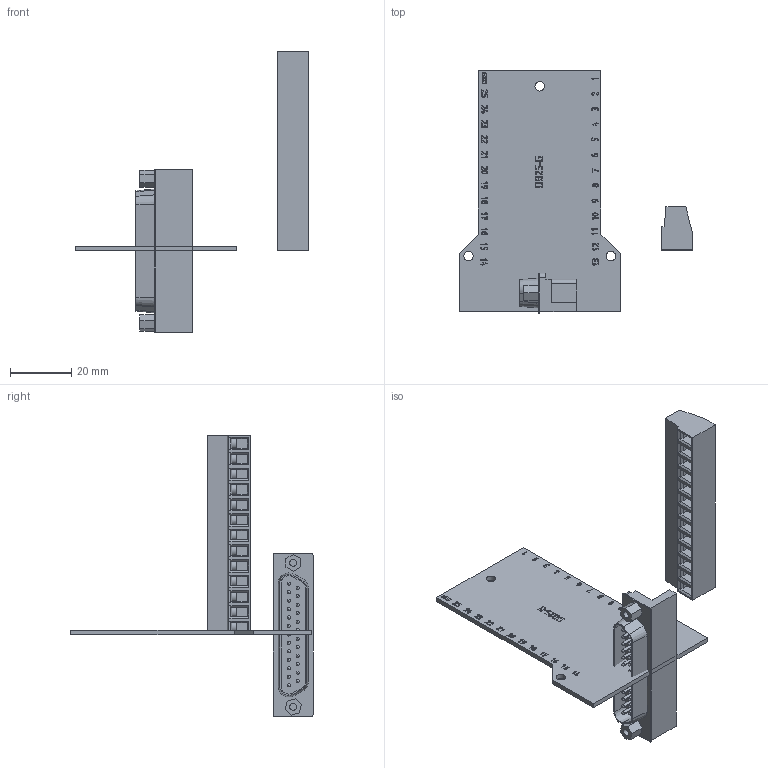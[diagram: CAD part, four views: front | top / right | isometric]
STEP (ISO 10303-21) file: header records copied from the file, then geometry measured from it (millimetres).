
FILE_DESCRIPTION(('FreeCAD Model'),'2;1');
FILE_NAME('Open CASCADE Shape Model','2025-05-23T15:40:03',('FreeCAD'),( 'FreeCAD'),'Open CASCADE STEP processor 7.8','FreeCAD','Unknown');
FILE_SCHEMA(('AUTOMOTIVE_DESIGN { 1 0 10303 214 1 1 1 1 }'));
Products named in the file (1): Open CASCADE STEP translator 7.8 1
Bounding box: 76.3 x 79.1 x 91.53 mm (x, y, z)
Volume: 26594.9 mm3; surface area: 29527.8 mm2
Topology: 31 solids, 31 shells, 2065 faces, 5822 edges, 3865 vertices
Faces by surface type: extrusion 938, plane 840, cylinder 173, cone 64, sphere 50
Full cylindrical faces by diameter (mm): 2.261 x2, 2.8 x2, 3.1 x3, 3.5 x26, 3.75 x26
Entity records: 67922 total; most frequent: CARTESIAN_POINT 17968, ORIENTED_EDGE 11544, DIRECTION 7560, EDGE_CURVE 5772, VECTOR 4042, VERTEX_POINT 3865, LINE 3104, B_SPLINE_CURVE_WITH_KNOTS 2923
